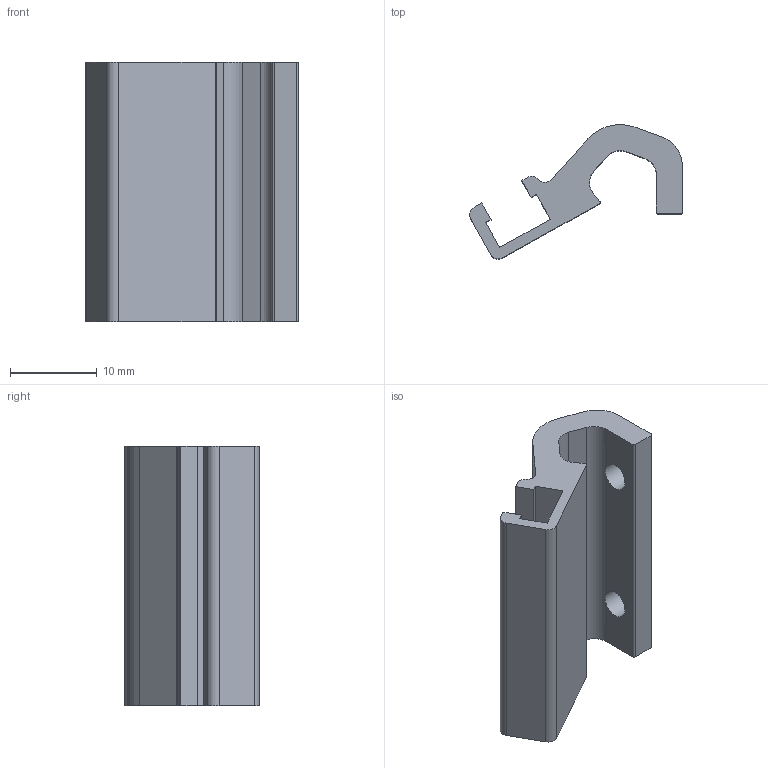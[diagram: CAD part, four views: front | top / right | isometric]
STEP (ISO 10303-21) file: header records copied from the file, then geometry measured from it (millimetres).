
FILE_DESCRIPTION(/* description */ ('MZ-K-6-6.5'),/* implementation_level */ '2;1');
FILE_NAME(/* name */ 'MZ-K-6-6,5.stp',/* time_stamp */ '2021-05-18T09:42:18+02:00',/* author */ ('ck'),/* organization */ ('di-soric GmbH & Co. KG'),/* preprocessor_version */ 'ST-DEVELOPER v18.1',/* originating_system */ 'Autodesk Inventor 2021',/* authorisation */ '');
FILE_SCHEMA (('AUTOMOTIVE_DESIGN { 1 0 10303 214 3 1 1 }'));
Length unit declared in the file: millimetre
Products named in the file (1): 202789
Bounding box: 24.53 x 15.51 x 30 mm (x, y, z)
Volume: 3237.2 mm3; surface area: 2979.2 mm2
Topology: 1 solids, 1 shells, 35 faces, 105 edges, 70 vertices
Faces by surface type: plane 21, cylinder 14
Full cylindrical faces by diameter (mm): 3.242 x2
Entity records: 1252 total; most frequent: CARTESIAN_POINT 229, ORIENTED_EDGE 210, DIRECTION 205, EDGE_CURVE 105, LINE 73, VECTOR 73, VERTEX_POINT 70, AXIS2_PLACEMENT_3D 66
